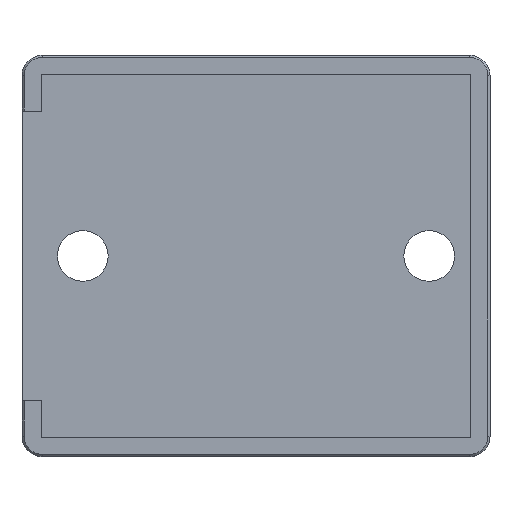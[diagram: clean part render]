
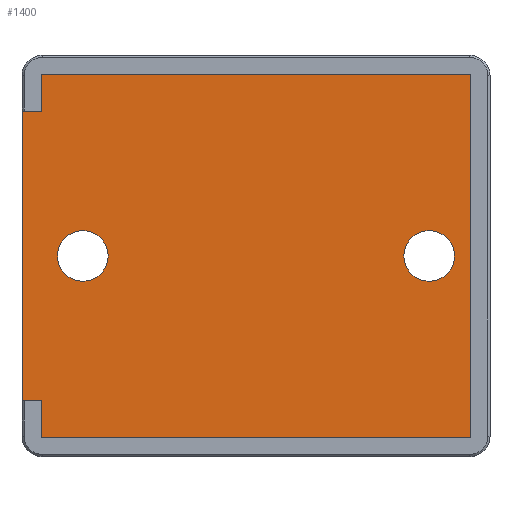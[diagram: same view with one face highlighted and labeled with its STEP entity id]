
A CAD part, top view. The second image highlights one B-rep face of the part: STEP entity #1400.
In plain terms, the highlighted planar face has unit normal (0, 0, 1).
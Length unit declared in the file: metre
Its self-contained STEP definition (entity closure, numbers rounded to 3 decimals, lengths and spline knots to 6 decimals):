
#64=CIRCLE('',#1523,0.00125);
#65=CIRCLE('',#1524,0.00125);
#286=ORIENTED_EDGE('',*,*,#491,.T.);
#287=ORIENTED_EDGE('',*,*,#622,.T.);
#288=ORIENTED_EDGE('',*,*,#623,.F.);
#289=ORIENTED_EDGE('',*,*,#624,.T.);
#290=ORIENTED_EDGE('',*,*,#625,.T.);
#291=ORIENTED_EDGE('',*,*,#626,.T.);
#292=ORIENTED_EDGE('',*,*,#495,.F.);
#293=ORIENTED_EDGE('',*,*,#545,.T.);
#294=ORIENTED_EDGE('',*,*,#627,.T.);
#295=ORIENTED_EDGE('',*,*,#628,.T.);
#491=EDGE_CURVE('',#687,#685,#810,.T.);
#495=EDGE_CURVE('',#690,#691,#814,.T.);
#545=EDGE_CURVE('',#690,#687,#860,.T.);
#622=EDGE_CURVE('',#685,#783,#921,.F.);
#623=EDGE_CURVE('',#784,#783,#922,.F.);
#624=EDGE_CURVE('',#784,#785,#923,.T.);
#625=EDGE_CURVE('',#785,#786,#924,.F.);
#626=EDGE_CURVE('',#786,#691,#925,.F.);
#627=EDGE_CURVE('',#787,#787,#64,.F.);
#628=EDGE_CURVE('',#788,#788,#65,.F.);
#685=VERTEX_POINT('',#2036);
#687=VERTEX_POINT('',#2039);
#690=VERTEX_POINT('',#2047);
#691=VERTEX_POINT('',#2048);
#783=VERTEX_POINT('',#2299);
#784=VERTEX_POINT('',#2301);
#785=VERTEX_POINT('',#2303);
#786=VERTEX_POINT('',#2305);
#787=VERTEX_POINT('',#2308);
#788=VERTEX_POINT('',#2310);
#810=LINE('',#2038,#965);
#814=LINE('',#2046,#969);
#860=LINE('',#2148,#1015);
#921=LINE('',#2298,#1076);
#922=LINE('',#2300,#1077);
#923=LINE('',#2302,#1078);
#924=LINE('',#2304,#1079);
#925=LINE('',#2306,#1080);
#965=VECTOR('',#1620,1.);
#969=VECTOR('',#1626,1.);
#1015=VECTOR('',#1692,1.);
#1076=VECTOR('',#1837,1.);
#1077=VECTOR('',#1838,1.);
#1078=VECTOR('',#1839,1.);
#1079=VECTOR('',#1840,1.);
#1080=VECTOR('',#1841,1.);
#1145=EDGE_LOOP('',(#286,#287,#288,#289,#290,#291,#292,#293));
#1146=EDGE_LOOP('',(#294));
#1147=EDGE_LOOP('',(#295));
#1248=FACE_BOUND('',#1145,.T.);
#1249=FACE_BOUND('',#1146,.T.);
#1250=FACE_BOUND('',#1147,.T.);
#1339=PLANE('',#1522);
#1400=ADVANCED_FACE('',(#1248,#1249,#1250),#1339,.T.);
#1522=AXIS2_PLACEMENT_3D('',#2297,#1835,#1836);
#1523=AXIS2_PLACEMENT_3D('',#2307,#1842,#1843);
#1524=AXIS2_PLACEMENT_3D('',#2309,#1844,#1845);
#1620=DIRECTION('',(1.,0.,0.));
#1626=DIRECTION('',(1.,0.,0.));
#1692=DIRECTION('',(0.,-1.,0.));
#1835=DIRECTION('',(0.,0.,1.));
#1836=DIRECTION('',(1.,0.,0.));
#1837=DIRECTION('',(0.,1.,0.));
#1838=DIRECTION('',(1.,0.,0.));
#1839=DIRECTION('',(0.,1.,0.));
#1840=DIRECTION('',(1.,0.,0.));
#1841=DIRECTION('',(0.,1.,0.));
#1842=DIRECTION('',(0.,0.,1.));
#1843=DIRECTION('',(1.,0.,0.));
#1844=DIRECTION('',(0.,0.,1.));
#1845=DIRECTION('',(1.,0.,0.));
#2036=CARTESIAN_POINT('',(0.135388,-0.035725,0.01176));
#2038=CARTESIAN_POINT('',(0.135013,-0.035725,0.01176));
#2039=CARTESIAN_POINT('',(0.134438,-0.035725,0.01176));
#2046=CARTESIAN_POINT('',(0.135013,-0.021425,0.01176));
#2047=CARTESIAN_POINT('',(0.134438,-0.021425,0.01176));
#2048=CARTESIAN_POINT('',(0.135388,-0.021425,0.01176));
#2148=CARTESIAN_POINT('',(0.134438,-0.028575,0.01176));
#2297=CARTESIAN_POINT('',(0.000188,0.,0.01176));
#2298=CARTESIAN_POINT('',(0.135388,-0.0372,0.01176));
#2299=CARTESIAN_POINT('',(0.135388,-0.037525,0.01176));
#2300=CARTESIAN_POINT('',(0.136288,-0.037525,0.01176));
#2301=CARTESIAN_POINT('',(0.156588,-0.037525,0.01176));
#2302=CARTESIAN_POINT('',(0.156588,-0.0372,0.01176));
#2303=CARTESIAN_POINT('',(0.156588,-0.019625,0.01176));
#2304=CARTESIAN_POINT('',(0.155688,-0.019625,0.01176));
#2305=CARTESIAN_POINT('',(0.135388,-0.019625,0.01176));
#2306=CARTESIAN_POINT('',(0.135388,-0.02075,0.01176));
#2307=CARTESIAN_POINT('',(0.137438,-0.028575,0.01176));
#2308=CARTESIAN_POINT('',(0.138688,-0.028575,0.01176));
#2309=CARTESIAN_POINT('',(0.154538,-0.028575,0.01176));
#2310=CARTESIAN_POINT('',(0.155788,-0.028575,0.01176));
